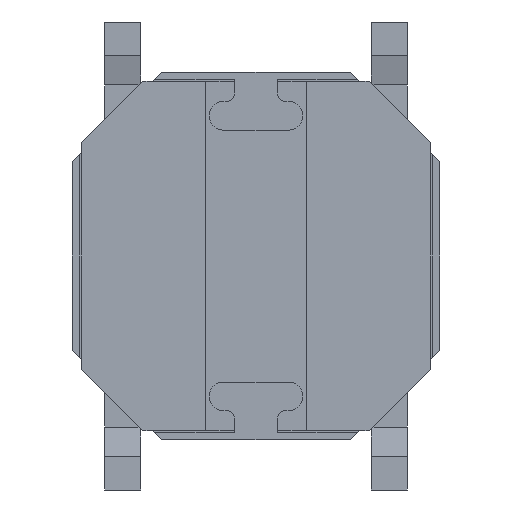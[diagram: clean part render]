
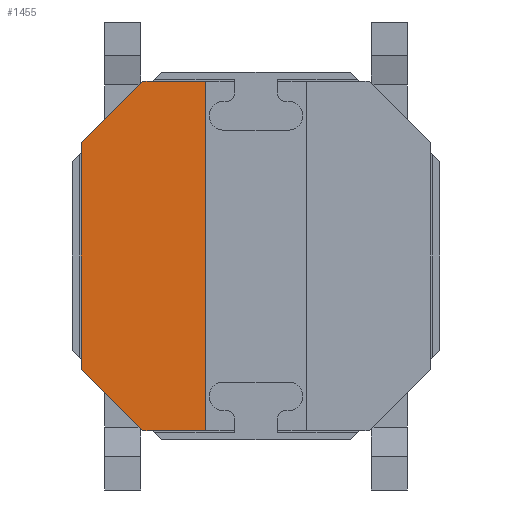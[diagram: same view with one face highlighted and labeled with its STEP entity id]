
A CAD part, front view. The second image highlights one B-rep face of the part: STEP entity #1455.
In plain terms, the highlighted planar face has unit normal (0, -1, 0).
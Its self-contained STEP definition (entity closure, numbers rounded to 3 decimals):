
#1455 = ADVANCED_FACE('',(#1456),#1506,.F.);
#1456 = FACE_BOUND('',#1457,.F.);
#1457 = EDGE_LOOP('',(#1458,#1468,#1476,#1484,#1492,#1500));
#1458 = ORIENTED_EDGE('',*,*,#1459,.T.);
#1459 = EDGE_CURVE('',#1460,#1462,#1464,.T.);
#1460 = VERTEX_POINT('',#1461);
#1461 = CARTESIAN_POINT('',(-0.7,0.,2.43));
#1462 = VERTEX_POINT('',#1463);
#1463 = CARTESIAN_POINT('',(-0.7,0.,-2.43));
#1464 = LINE('',#1465,#1466);
#1465 = CARTESIAN_POINT('',(-0.7,0.,2.43));
#1466 = VECTOR('',#1467,1.);
#1467 = DIRECTION('',(0.,0.,-1.));
#1468 = ORIENTED_EDGE('',*,*,#1469,.F.);
#1469 = EDGE_CURVE('',#1470,#1462,#1472,.T.);
#1470 = VERTEX_POINT('',#1471);
#1471 = CARTESIAN_POINT('',(-1.57,0.,-2.43));
#1472 = LINE('',#1473,#1474);
#1473 = CARTESIAN_POINT('',(-1.57,0.,-2.43));
#1474 = VECTOR('',#1475,1.);
#1475 = DIRECTION('',(1.,0.,0.));
#1476 = ORIENTED_EDGE('',*,*,#1477,.F.);
#1477 = EDGE_CURVE('',#1478,#1470,#1480,.T.);
#1478 = VERTEX_POINT('',#1479);
#1479 = CARTESIAN_POINT('',(-2.43,0.,-1.57));
#1480 = LINE('',#1481,#1482);
#1481 = CARTESIAN_POINT('',(-2.43,0.,-1.57));
#1482 = VECTOR('',#1483,1.);
#1483 = DIRECTION('',(0.707,0.,-0.707));
#1484 = ORIENTED_EDGE('',*,*,#1485,.F.);
#1485 = EDGE_CURVE('',#1486,#1478,#1488,.T.);
#1486 = VERTEX_POINT('',#1487);
#1487 = CARTESIAN_POINT('',(-2.43,0.,1.57));
#1488 = LINE('',#1489,#1490);
#1489 = CARTESIAN_POINT('',(-2.43,0.,1.57));
#1490 = VECTOR('',#1491,1.);
#1491 = DIRECTION('',(0.,0.,-1.));
#1492 = ORIENTED_EDGE('',*,*,#1493,.F.);
#1493 = EDGE_CURVE('',#1494,#1486,#1496,.T.);
#1494 = VERTEX_POINT('',#1495);
#1495 = CARTESIAN_POINT('',(-1.57,0.,2.43));
#1496 = LINE('',#1497,#1498);
#1497 = CARTESIAN_POINT('',(-1.57,0.,2.43));
#1498 = VECTOR('',#1499,1.);
#1499 = DIRECTION('',(-0.707,0.,-0.707));
#1500 = ORIENTED_EDGE('',*,*,#1501,.F.);
#1501 = EDGE_CURVE('',#1460,#1494,#1502,.T.);
#1502 = LINE('',#1503,#1504);
#1503 = CARTESIAN_POINT('',(-0.7,0.,2.43));
#1504 = VECTOR('',#1505,1.);
#1505 = DIRECTION('',(-1.,0.,0.));
#1506 = PLANE('',#1507);
#1507 = AXIS2_PLACEMENT_3D('',#1508,#1509,#1510);
#1508 = CARTESIAN_POINT('',(0.,0.,0.));
#1509 = DIRECTION('',(0.,1.,0.));
#1510 = DIRECTION('',(1.,0.,0.));
